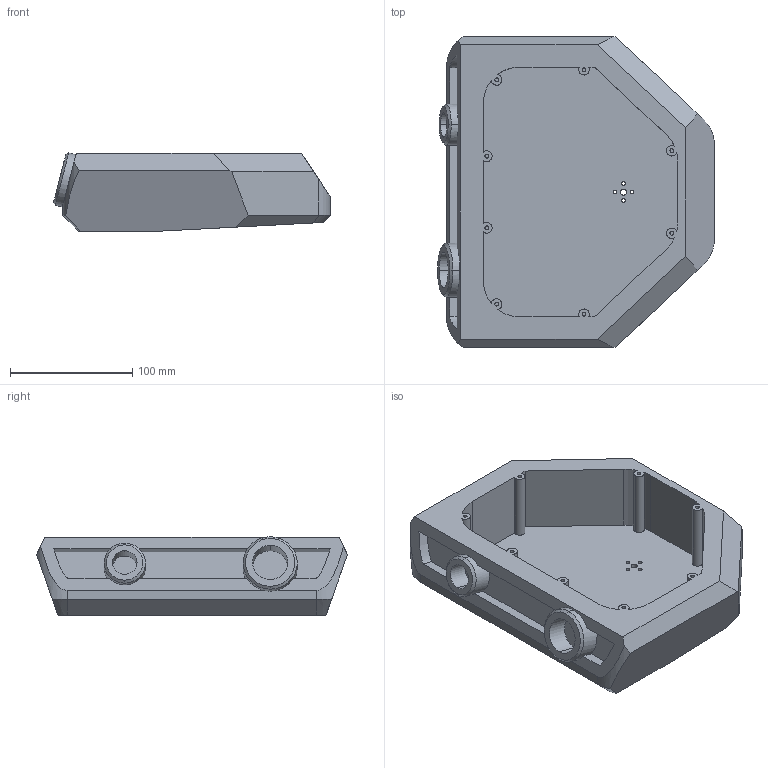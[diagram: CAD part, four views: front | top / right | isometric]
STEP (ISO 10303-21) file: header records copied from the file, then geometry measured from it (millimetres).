
FILE_DESCRIPTION (( 'STEP AP214' ), '1' );
FILE_NAME ('芛裔.STEP', '2024-10-03T02:51:26', ( '' ), ( '' ), 'SwSTEP 2.0', 'SolidWorks 2020', '' );
FILE_SCHEMA (( 'AUTOMOTIVE_DESIGN' ));
Length unit declared in the file: millimetre
Products named in the file (1): 芛裔
Bounding box: 226.8 x 254.76 x 64.25 mm (x, y, z)
Volume: 1158238 mm3; surface area: 191786.7 mm2
Topology: 1 solids, 1 shells, 131 faces, 338 edges, 222 vertices
Faces by surface type: cylinder 64, plane 57, cone 8, bspline 2
Entity records: 4288 total; most frequent: CARTESIAN_POINT 958, DIRECTION 714, ORIENTED_EDGE 676, EDGE_CURVE 338, AXIS2_PLACEMENT_3D 266, VERTEX_POINT 222, LINE 182, VECTOR 182
